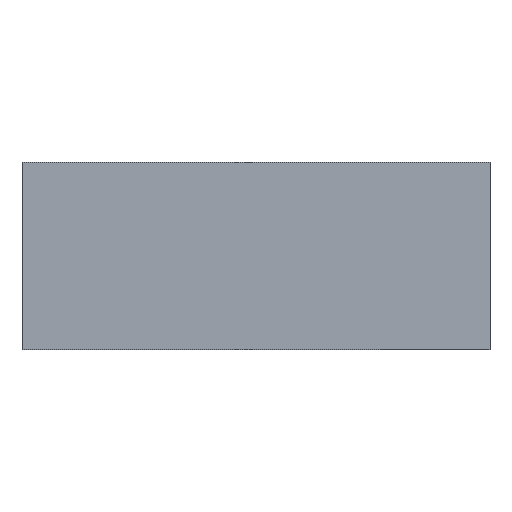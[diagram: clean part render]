
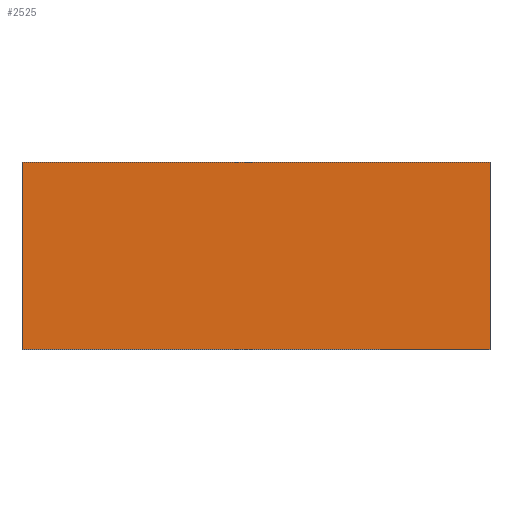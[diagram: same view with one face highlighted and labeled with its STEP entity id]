
A CAD part, top view. The second image highlights one B-rep face of the part: STEP entity #2525.
In plain terms, the highlighted planar face has unit normal (0, 0, 1).
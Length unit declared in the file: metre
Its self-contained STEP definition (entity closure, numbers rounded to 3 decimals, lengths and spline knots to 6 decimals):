
#104=PLANE('',#2630);
#309=LINE('',#4060,#515);
#310=LINE('',#4063,#516);
#311=LINE('',#4065,#517);
#312=LINE('',#4067,#518);
#515=VECTOR('',#3016,1.);
#516=VECTOR('',#3017,1.);
#517=VECTOR('',#3018,1.);
#518=VECTOR('',#3019,1.);
#947=ORIENTED_EDGE('',*,*,#1296,.T.);
#948=ORIENTED_EDGE('',*,*,#1297,.F.);
#949=ORIENTED_EDGE('',*,*,#1298,.F.);
#950=ORIENTED_EDGE('',*,*,#1299,.T.);
#1296=EDGE_CURVE('',#1470,#1471,#309,.T.);
#1297=EDGE_CURVE('',#1472,#1471,#310,.T.);
#1298=EDGE_CURVE('',#1473,#1472,#311,.T.);
#1299=EDGE_CURVE('',#1473,#1470,#312,.T.);
#1470=VERTEX_POINT('',#4061);
#1471=VERTEX_POINT('',#4062);
#1472=VERTEX_POINT('',#4064);
#1473=VERTEX_POINT('',#4066);
#1586=EDGE_LOOP('',(#947,#948,#949,#950));
#1702=FACE_BOUND('',#1586,.T.);
#2525=ADVANCED_FACE('',(#1702),#104,.F.);
#2630=AXIS2_PLACEMENT_3D('',#4059,#3014,#3015);
#3014=DIRECTION('',(0.,0.,-1.));
#3015=DIRECTION('',(-1.,0.,0.));
#3016=DIRECTION('',(-1.,0.,0.));
#3017=DIRECTION('',(0.,1.,0.));
#3018=DIRECTION('',(-1.,0.,0.));
#3019=DIRECTION('',(0.,1.,0.));
#4059=CARTESIAN_POINT('',(0.0075,-0.003,0.00595));
#4060=CARTESIAN_POINT('',(0.0075,0.003,0.00595));
#4061=CARTESIAN_POINT('',(0.0075,0.003,0.00595));
#4062=CARTESIAN_POINT('',(-0.0075,0.003,0.00595));
#4063=CARTESIAN_POINT('',(-0.0075,-0.003,0.00595));
#4064=CARTESIAN_POINT('',(-0.0075,-0.003,0.00595));
#4065=CARTESIAN_POINT('',(0.0075,-0.003,0.00595));
#4066=CARTESIAN_POINT('',(0.0075,-0.003,0.00595));
#4067=CARTESIAN_POINT('',(0.0075,-0.003,0.00595));
